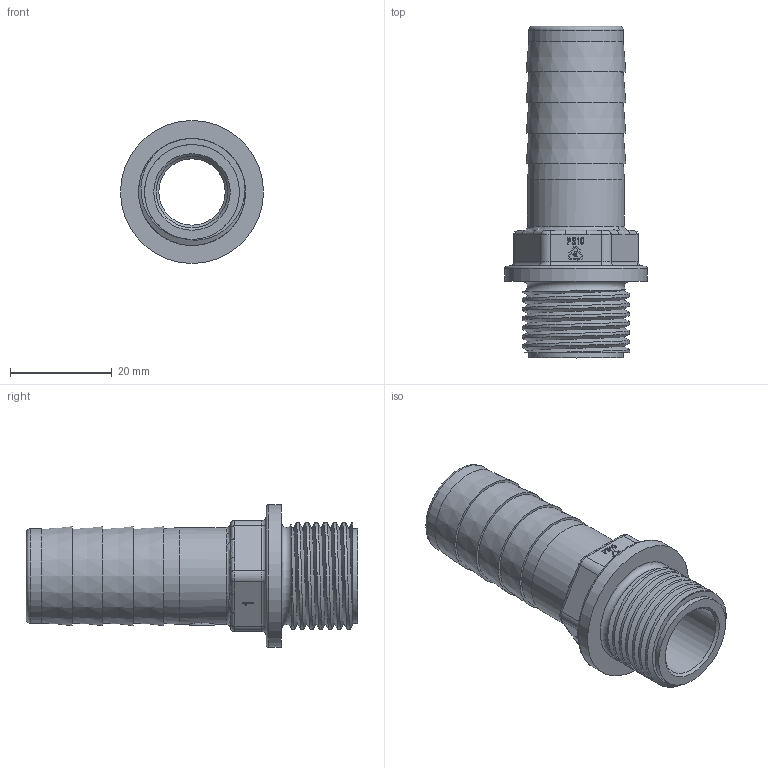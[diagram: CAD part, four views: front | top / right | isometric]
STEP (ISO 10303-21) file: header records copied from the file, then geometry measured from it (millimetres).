
FILE_DESCRIPTION(/* description */ (''),/* implementation_level */ '2;1');
FILE_NAME(/* name */ '外螺纹1-2x19.stp',/* time_stamp */ '2025-07-08T01:17:12+08:00',/* author */ (''),/* organization */ (''),/* preprocessor_version */ 'ST-DEVELOPER v16.7',/* originating_system */ 'SIEMENS PLM Software NX 12.0',/* authorisation */ '');
FILE_SCHEMA (('AUTOMOTIVE_DESIGN { 1 0 10303 214 3 1 1 1 }'));
Length unit declared in the file: millimetre
Products named in the file (1): Admi7C18C5381ha8
Bounding box: 28.08 x 65.19 x 28.08 mm (x, y, z)
Volume: 11643.8 mm3; surface area: 8477.8 mm2
Topology: 1 solids, 1 shells, 550 faces, 1532 edges, 1017 vertices
Faces by surface type: plane 373, extrusion 97, bspline 32, cylinder 30, torus 11, cone 7
Full cylindrical faces by diameter (mm): 0.937 x1, 1.414 x1, 13.039 x1, 14.042 x1, 18.555 x1, 18.615 x1, 19.057 x1, 28.083 x1
Entity records: 20438 total; most frequent: CARTESIAN_POINT 6510, ORIENTED_EDGE 3010, DIRECTION 2163, EDGE_CURVE 1505, VECTOR 1113, LINE 1016, VERTEX_POINT 1010, EDGE_LOOP 603
